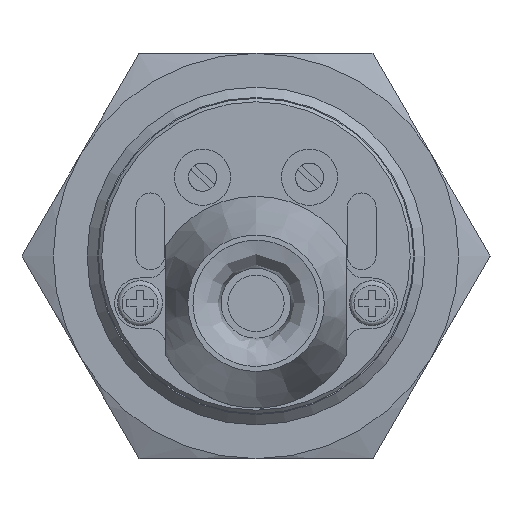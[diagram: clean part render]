
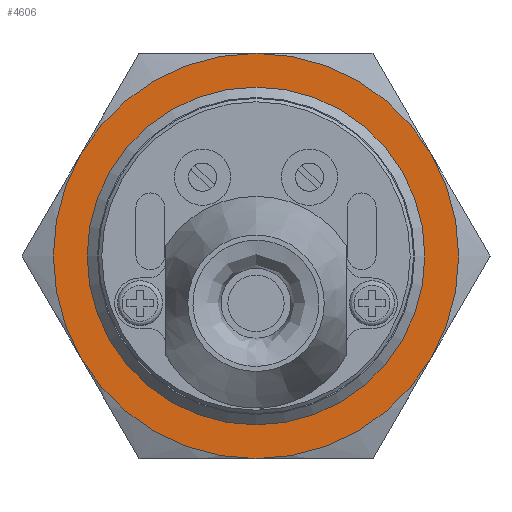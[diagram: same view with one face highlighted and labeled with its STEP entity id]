
A CAD part, left-side view. The second image highlights one B-rep face of the part: STEP entity #4606.
In plain terms, the highlighted face is planar.
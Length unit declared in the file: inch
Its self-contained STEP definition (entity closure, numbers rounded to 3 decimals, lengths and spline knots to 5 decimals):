
#1 = CARTESIAN_POINT ( 'NONE',  ( 0.61372, 1.75197, -0.35433 ) ) ;
#59 = EDGE_CURVE ( 'NONE', #6495, #6495, #93, .T. ) ;
#93 = CIRCLE ( 'NONE', #4420, 0.59055 ) ;
#379 = AXIS2_PLACEMENT_3D ( 'NONE', #3060, #3890, #2464 ) ;
#469 = CARTESIAN_POINT ( 'NONE',  ( 0., 1.75197, -0.59055 ) ) ;
#478 = ORIENTED_EDGE ( 'NONE', *, *, #2805, .F. ) ;
#501 = CIRCLE ( 'NONE', #1896, 0.70866 ) ;
#520 = CARTESIAN_POINT ( 'NONE',  ( 0.70866, 1.75197, 0. ) ) ;
#522 = ORIENTED_EDGE ( 'NONE', *, *, #3396, .F. ) ;
#523 = CARTESIAN_POINT ( 'NONE',  ( 0., 1.75197, 0. ) ) ;
#538 = CARTESIAN_POINT ( 'NONE',  ( -0.61372, 1.75197, 0.35433 ) ) ;
#546 = DIRECTION ( 'NONE',  ( 0., 1., 0. ) ) ;
#633 = CARTESIAN_POINT ( 'NONE',  ( 0., 1.75197, 0. ) ) ;
#733 = VERTEX_POINT ( 'NONE', #2468 ) ;
#792 = CARTESIAN_POINT ( 'NONE',  ( 0., 1.75197, 0.70866 ) ) ;
#808 = CIRCLE ( 'NONE', #1451, 0.70866 ) ;
#829 = VERTEX_POINT ( 'NONE', #5546 ) ;
#883 = DIRECTION ( 'NONE',  ( 0., 1., 0. ) ) ;
#944 = EDGE_LOOP ( 'NONE', ( #4911, #2300, #3242, #522, #3169, #478 ) ) ;
#1022 = PLANE ( 'NONE',  #4631 ) ;
#1201 = DIRECTION ( 'NONE',  ( 0., 0., -1. ) ) ;
#1248 = AXIS2_PLACEMENT_3D ( 'NONE', #523, #4242, #4521 ) ;
#1423 = DIRECTION ( 'NONE',  ( 0., 0., 1. ) ) ;
#1451 = AXIS2_PLACEMENT_3D ( 'NONE', #5916, #3462, #1423 ) ;
#1461 = EDGE_CURVE ( 'NONE', #3146, #6491, #3427, .T. ) ;
#1473 = DIRECTION ( 'NONE',  ( -1., 0., 0. ) ) ;
#1679 = CIRCLE ( 'NONE', #379, 0.70866 ) ;
#1896 = AXIS2_PLACEMENT_3D ( 'NONE', #2423, #883, #3313 ) ;
#1911 = DIRECTION ( 'NONE',  ( 0., 1., 0. ) ) ;
#2300 = ORIENTED_EDGE ( 'NONE', *, *, #6228, .F. ) ;
#2350 = ORIENTED_EDGE ( 'NONE', *, *, #59, .F. ) ;
#2423 = CARTESIAN_POINT ( 'NONE',  ( 0., 1.75197, 0. ) ) ;
#2426 = CARTESIAN_POINT ( 'NONE',  ( 0., 1.75197, 0. ) ) ;
#2464 = DIRECTION ( 'NONE',  ( 0., 0., 1. ) ) ;
#2468 = CARTESIAN_POINT ( 'NONE',  ( 0., 1.75197, -0.70866 ) ) ;
#2567 = DIRECTION ( 'NONE',  ( 0., 0., 1. ) ) ;
#2635 = FACE_BOUND ( 'NONE', #5967, .T. ) ;
#2673 = DIRECTION ( 'NONE',  ( 0., -1., 0. ) ) ;
#2805 = EDGE_CURVE ( 'NONE', #6491, #733, #808, .T. ) ;
#3060 = CARTESIAN_POINT ( 'NONE',  ( 0., 1.75197, 0. ) ) ;
#3146 = VERTEX_POINT ( 'NONE', #6156 ) ;
#3169 = ORIENTED_EDGE ( 'NONE', *, *, #5422, .F. ) ;
#3242 = ORIENTED_EDGE ( 'NONE', *, *, #5008, .F. ) ;
#3313 = DIRECTION ( 'NONE',  ( 0., 0., 1. ) ) ;
#3396 = EDGE_CURVE ( 'NONE', #829, #4330, #4083, .T. ) ;
#3427 = CIRCLE ( 'NONE', #5732, 0.70866 ) ;
#3462 = DIRECTION ( 'NONE',  ( 0., 1., 0. ) ) ;
#3890 = DIRECTION ( 'NONE',  ( 0., 1., 0. ) ) ;
#4083 = CIRCLE ( 'NONE', #1248, 0.70866 ) ;
#4242 = DIRECTION ( 'NONE',  ( 0., 1., 0. ) ) ;
#4330 = VERTEX_POINT ( 'NONE', #538 ) ;
#4420 = AXIS2_PLACEMENT_3D ( 'NONE', #633, #2673, #1201 ) ;
#4443 = DIRECTION ( 'NONE',  ( 0., 0., 1. ) ) ;
#4516 = FACE_OUTER_BOUND ( 'NONE', #944, .T. ) ;
#4521 = DIRECTION ( 'NONE',  ( -1., 0., 0. ) ) ;
#4606 = ADVANCED_FACE ( 'NONE', ( #4516, #2635 ), #1022, .F. ) ;
#4631 = AXIS2_PLACEMENT_3D ( 'NONE', #520, #546, #2567 ) ;
#4699 = AXIS2_PLACEMENT_3D ( 'NONE', #2426, #4960, #4443 ) ;
#4911 = ORIENTED_EDGE ( 'NONE', *, *, #1461, .F. ) ;
#4960 = DIRECTION ( 'NONE',  ( 0., 1., 0. ) ) ;
#4972 = CARTESIAN_POINT ( 'NONE',  ( 0., 1.75197, 0. ) ) ;
#5008 = EDGE_CURVE ( 'NONE', #4330, #5960, #6044, .T. ) ;
#5422 = EDGE_CURVE ( 'NONE', #733, #829, #1679, .T. ) ;
#5546 = CARTESIAN_POINT ( 'NONE',  ( -0.61372, 1.75197, -0.35433 ) ) ;
#5732 = AXIS2_PLACEMENT_3D ( 'NONE', #4972, #1911, #1473 ) ;
#5916 = CARTESIAN_POINT ( 'NONE',  ( 0., 1.75197, 0. ) ) ;
#5960 = VERTEX_POINT ( 'NONE', #792 ) ;
#5967 = EDGE_LOOP ( 'NONE', ( #2350 ) ) ;
#6044 = CIRCLE ( 'NONE', #4699, 0.70866 ) ;
#6156 = CARTESIAN_POINT ( 'NONE',  ( 0.61372, 1.75197, 0.35433 ) ) ;
#6228 = EDGE_CURVE ( 'NONE', #5960, #3146, #501, .T. ) ;
#6491 = VERTEX_POINT ( 'NONE', #1 ) ;
#6495 = VERTEX_POINT ( 'NONE', #469 ) ;
